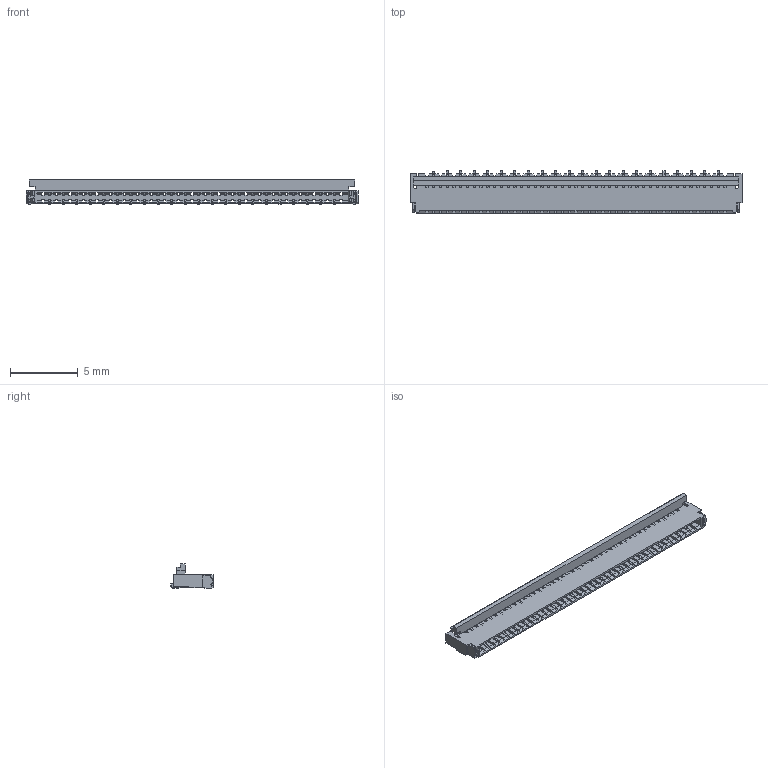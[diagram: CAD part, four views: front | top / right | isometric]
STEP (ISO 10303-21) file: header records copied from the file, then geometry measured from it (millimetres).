
FILE_DESCRIPTION(/* description */ ('Unknown'),/* implementation_level */ '2;1');
FILE_NAME(/* name */ '686122189122',/* time_stamp */ '2021-05-24T11:41:37+02:00',/* author */ ('Unknown'),/* organization */ ('Unknown'),/* preprocessor_version */ 'ST-DEVELOPER v16.7',/* originating_system */ 'Solid Edge',/* authorisation */ 'Unknown');
FILE_SCHEMA (('TECHNICAL_DATA_PACKAGING','AP242_MANAGED_MODEL_BASED_3D_ENGINEERING_MIM_LF { 1 0 10303 442 1 1 4 }','AUTOMOTIVE_DESIGN {1 0 10303 214 3 1 1}'));
Products named in the file (5): 6861xx189122; 686122189122; 6861xx189122_Pin; 6861xx189122_PadSoud; 686122189122_Cover
Assembly tree (26 placements, depth 2):
  6861xx189122
    686122189122
    6861xx189122_Pin  x22
    6861xx189122_PadSoud  x2
    686122189122_Cover
Bounding box: 24.5 x 3.1 x 1.78 mm (x, y, z)
Volume: 48.1 mm3; surface area: 543.1 mm2
Topology: 26 solids, 26 shells, 4136 faces, 12604 edges, 8340 vertices
Faces by surface type: plane 2867, cylinder 1269
Full cylindrical faces by diameter (mm): 0.44 x2
Entity records: 83938 total; most frequent: ORIENTED_EDGE 15212, CARTESIAN_POINT 15072, DIRECTION 13265, EDGE_CURVE 7606, LINE 6853, VECTOR 6853, VERTEX_POINT 5009, AXIS2_PLACEMENT_3D 3206
